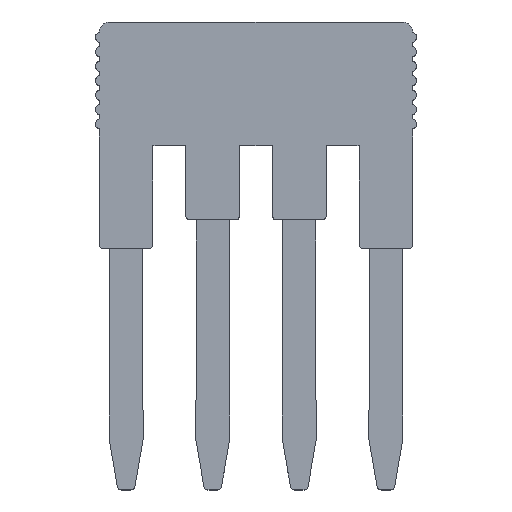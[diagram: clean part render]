
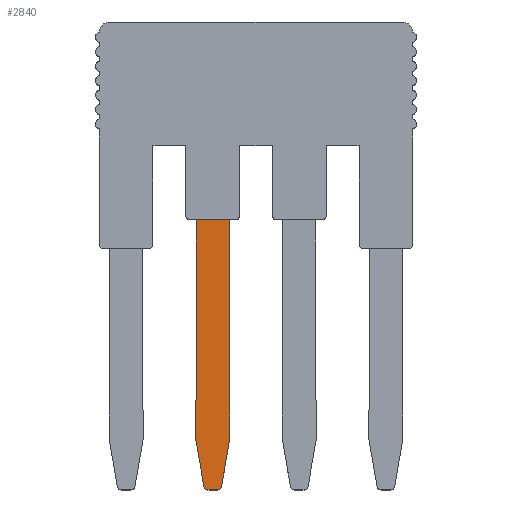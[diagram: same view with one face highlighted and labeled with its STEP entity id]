
A CAD part, top view. The second image highlights one B-rep face of the part: STEP entity #2840.
In plain terms, the highlighted planar face has unit normal (0, 0, 1).
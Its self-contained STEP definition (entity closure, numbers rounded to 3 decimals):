
#851=DIRECTION('',(1.,0.,0.));
#852=VECTOR('',#851,1.6);
#853=CARTESIAN_POINT('',(1.3,1.75,1.05));
#854=LINE('',#853,#852);
#855=DIRECTION('',(0.,1.,0.));
#856=VECTOR('',#855,8.);
#857=CARTESIAN_POINT('',(2.9,-6.25,1.05));
#858=LINE('',#857,#856);
#859=DIRECTION('',(-0.014,1.,0.));
#860=VECTOR('',#859,2.101);
#861=CARTESIAN_POINT('',(2.93,-8.35,1.05));
#862=LINE('',#861,#860);
#863=DIRECTION('',(0.,1.,0.));
#864=VECTOR('',#863,0.5);
#865=CARTESIAN_POINT('',(2.93,-8.85,1.05));
#866=LINE('',#865,#864);
#867=DIRECTION('',(0.17,0.985,0.));
#868=VECTOR('',#867,2.354);
#869=CARTESIAN_POINT('',(2.529,-11.17,1.05));
#870=LINE('',#869,#868);
#871=CARTESIAN_POINT('',(2.33,-11.15,1.05));
#872=DIRECTION('',(0.,0.,1.));
#873=DIRECTION('',(0.,-1.,0.));
#874=AXIS2_PLACEMENT_3D('',#871,#872,#873);
#876=DIRECTION('',(1.,0.,0.));
#877=VECTOR('',#876,0.46);
#878=CARTESIAN_POINT('',(1.87,-11.35,1.05));
#879=LINE('',#878,#877);
#880=CARTESIAN_POINT('',(1.87,-11.15,1.05));
#881=DIRECTION('',(0.,0.,1.));
#882=DIRECTION('',(-0.995,-0.097,0.));
#883=AXIS2_PLACEMENT_3D('',#880,#881,#882);
#885=DIRECTION('',(0.17,-0.985,0.));
#886=VECTOR('',#885,2.354);
#887=CARTESIAN_POINT('',(1.27,-8.85,1.05));
#888=LINE('',#887,#886);
#889=DIRECTION('',(0.,-1.,0.));
#890=VECTOR('',#889,0.5);
#891=CARTESIAN_POINT('',(1.27,-8.35,1.05));
#892=LINE('',#891,#890);
#893=DIRECTION('',(-0.014,-1.,0.));
#894=VECTOR('',#893,2.101);
#895=CARTESIAN_POINT('',(1.3,-6.25,1.05));
#896=LINE('',#895,#894);
#897=DIRECTION('',(0.,-1.,0.));
#898=VECTOR('',#897,8.);
#899=CARTESIAN_POINT('',(1.3,1.75,1.05));
#900=LINE('',#899,#898);
#1439=CARTESIAN_POINT('',(1.3,-6.25,1.05));
#1440=CARTESIAN_POINT('',(1.27,-8.35,1.05));
#1441=VERTEX_POINT('',#1439);
#1442=VERTEX_POINT('',#1440);
#1443=CARTESIAN_POINT('',(1.27,-8.85,1.05));
#1444=VERTEX_POINT('',#1443);
#1445=CARTESIAN_POINT('',(1.671,-11.17,1.05));
#1446=VERTEX_POINT('',#1445);
#1447=CARTESIAN_POINT('',(1.87,-11.35,1.05));
#1448=VERTEX_POINT('',#1447);
#1449=CARTESIAN_POINT('',(2.33,-11.35,1.05));
#1450=VERTEX_POINT('',#1449);
#1451=CARTESIAN_POINT('',(2.529,-11.17,1.05));
#1452=VERTEX_POINT('',#1451);
#1453=CARTESIAN_POINT('',(2.93,-8.85,1.05));
#1454=VERTEX_POINT('',#1453);
#1455=CARTESIAN_POINT('',(2.93,-8.35,1.05));
#1456=VERTEX_POINT('',#1455);
#1457=CARTESIAN_POINT('',(2.9,-6.25,1.05));
#1458=VERTEX_POINT('',#1457);
#1487=CARTESIAN_POINT('',(1.3,1.75,1.05));
#1488=CARTESIAN_POINT('',(2.9,1.75,1.05));
#1489=VERTEX_POINT('',#1487);
#1490=VERTEX_POINT('',#1488);
#2810=CARTESIAN_POINT('',(0.,0.,1.05));
#2811=DIRECTION('',(0.,0.,1.));
#2812=DIRECTION('',(1.,0.,0.));
#2813=AXIS2_PLACEMENT_3D('',#2810,#2811,#2812);
#2814=PLANE('',#2813);
#2815=ORIENTED_EDGE('',*,*,#2799,.T.);
#2817=ORIENTED_EDGE('',*,*,#2816,.F.);
#2819=ORIENTED_EDGE('',*,*,#2818,.F.);
#2821=ORIENTED_EDGE('',*,*,#2820,.F.);
#2823=ORIENTED_EDGE('',*,*,#2822,.F.);
#2825=ORIENTED_EDGE('',*,*,#2824,.F.);
#2827=ORIENTED_EDGE('',*,*,#2826,.F.);
#2829=ORIENTED_EDGE('',*,*,#2828,.F.);
#2831=ORIENTED_EDGE('',*,*,#2830,.F.);
#2833=ORIENTED_EDGE('',*,*,#2832,.F.);
#2835=ORIENTED_EDGE('',*,*,#2834,.F.);
#2837=ORIENTED_EDGE('',*,*,#2836,.F.);
#2838=EDGE_LOOP('',(#2815,#2817,#2819,#2821,#2823,#2825,#2827,#2829,#2831,#2833,
#2835,#2837));
#2839=FACE_OUTER_BOUND('',#2838,.F.);
#2840=ADVANCED_FACE('',(#2839),#2814,.T.);
#875=CIRCLE('',#874,0.2);
#884=CIRCLE('',#883,0.2);
#2799=EDGE_CURVE('',#1489,#1490,#854,.T.);
#2816=EDGE_CURVE('',#1458,#1490,#858,.T.);
#2818=EDGE_CURVE('',#1456,#1458,#862,.T.);
#2820=EDGE_CURVE('',#1454,#1456,#866,.T.);
#2822=EDGE_CURVE('',#1452,#1454,#870,.T.);
#2824=EDGE_CURVE('',#1450,#1452,#875,.T.);
#2826=EDGE_CURVE('',#1448,#1450,#879,.T.);
#2828=EDGE_CURVE('',#1446,#1448,#884,.T.);
#2830=EDGE_CURVE('',#1444,#1446,#888,.T.);
#2832=EDGE_CURVE('',#1442,#1444,#892,.T.);
#2834=EDGE_CURVE('',#1441,#1442,#896,.T.);
#2836=EDGE_CURVE('',#1489,#1441,#900,.T.);
